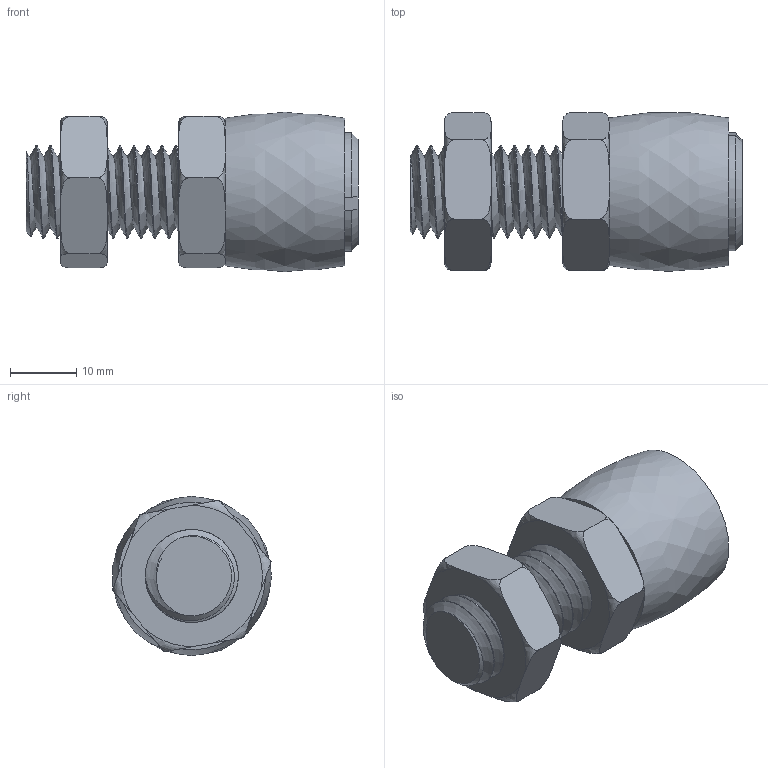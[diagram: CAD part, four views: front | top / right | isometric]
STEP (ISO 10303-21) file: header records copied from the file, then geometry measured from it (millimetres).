
FILE_DESCRIPTION((''),'2;1');
FILE_NAME('1089.stp','2012-08-01T14:42:02',('Marc'),(''),'Autodesk Inventor 2013','Autodesk Inventor 2013','');
FILE_SCHEMA(('AUTOMOTIVE_DESIGN { 1 0 10303 214 1 1 1 1 }'));
Length unit declared in the file: millimetre
Products named in the file (1): Pièce6
Bounding box: 50 x 23.94 x 24 mm (x, y, z)
Volume: 15115.6 mm3; surface area: 7306.7 mm2
Topology: 1 solids, 1 shells, 67 faces, 180 edges, 120 vertices
Faces by surface type: plane 28, torus 24, cylinder 9, bspline 3, cone 3
Full cylindrical faces by diameter (mm): 13 x1, 14 x1, 14.3 x1, 17.8 x1, 18.5 x1
Entity records: 4689 total; most frequent: CARTESIAN_POINT 3029, ORIENTED_EDGE 344, DIRECTION 279, EDGE_CURVE 172, VERTEX_POINT 118, AXIS2_PLACEMENT_3D 115, EDGE_LOOP 82, B_SPLINE_CURVE_WITH_KNOTS 69
